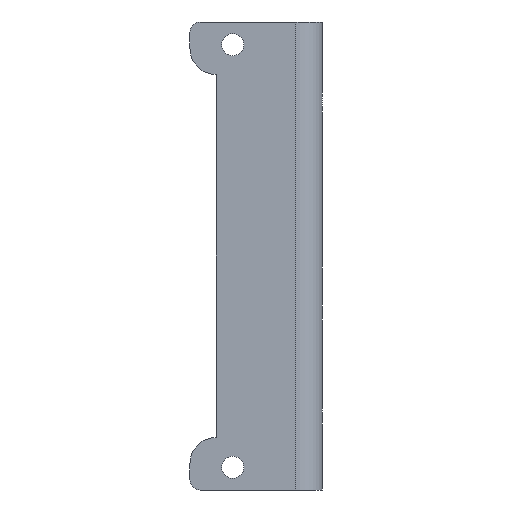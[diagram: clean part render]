
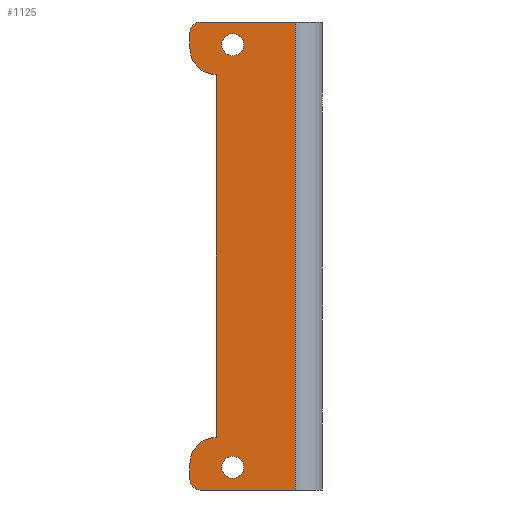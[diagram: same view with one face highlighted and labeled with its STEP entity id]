
A CAD part, left-side view. The second image highlights one B-rep face of the part: STEP entity #1125.
In plain terms, the highlighted planar face has unit normal (-1, 0, 0).
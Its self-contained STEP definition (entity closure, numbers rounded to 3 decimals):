
#7 = VERTEX_POINT ( 'NONE', #1130 ) ;
#23 = CIRCLE ( 'NONE', #856, 1.05 ) ;
#39 = DIRECTION ( 'NONE',  ( 0., 1., 0. ) ) ;
#60 = VECTOR ( 'NONE', #364, 1000. ) ;
#66 = DIRECTION ( 'NONE',  ( 0., 1., 0. ) ) ;
#90 = VERTEX_POINT ( 'NONE', #1627 ) ;
#101 = CIRCLE ( 'NONE', #1175, 2.5 ) ;
#118 = VERTEX_POINT ( 'NONE', #878 ) ;
#129 = ORIENTED_EDGE ( 'NONE', *, *, #679, .F. ) ;
#183 = LINE ( 'NONE', #1113, #984 ) ;
#184 = CARTESIAN_POINT ( 'NONE',  ( -14.35, 12.57, 22.25 ) ) ;
#194 = CIRCLE ( 'NONE', #860, 1. ) ;
#197 = DIRECTION ( 'NONE',  ( 0., 1., 0. ) ) ;
#198 = DIRECTION ( 'NONE',  ( 0., 0., -1. ) ) ;
#199 = FACE_BOUND ( 'NONE', #352, .T. ) ;
#207 = VERTEX_POINT ( 'NONE', #1489 ) ;
#217 = DIRECTION ( 'NONE',  ( 0., -1., 0. ) ) ;
#235 = EDGE_CURVE ( 'NONE', #118, #486, #1145, .T. ) ;
#240 = EDGE_CURVE ( 'NONE', #512, #1086, #830, .T. ) ;
#241 = DIRECTION ( 'NONE',  ( 0., 1., 0. ) ) ;
#279 = CIRCLE ( 'NONE', #438, 1.05 ) ;
#337 = FACE_OUTER_BOUND ( 'NONE', #1844, .T. ) ;
#346 = CARTESIAN_POINT ( 'NONE',  ( -14.35, 12.57, 19.75 ) ) ;
#352 = EDGE_LOOP ( 'NONE', ( #1249, #1211 ) ) ;
#359 = CARTESIAN_POINT ( 'NONE',  ( -14.35, 10.07, 17.25 ) ) ;
#364 = DIRECTION ( 'NONE',  ( 0., 0., 1. ) ) ;
#376 = CARTESIAN_POINT ( 'NONE',  ( -14.35, 2.5, -22.25 ) ) ;
#420 = DIRECTION ( 'NONE',  ( 1., 0., 0. ) ) ;
#438 = AXIS2_PLACEMENT_3D ( 'NONE', #893, #1243, #197 ) ;
#442 = DIRECTION ( 'NONE',  ( -1., 0., 0. ) ) ;
#469 = ORIENTED_EDGE ( 'NONE', *, *, #879, .T. ) ;
#476 = DIRECTION ( 'NONE',  ( -1., 0., 0. ) ) ;
#480 = FACE_BOUND ( 'NONE', #1510, .T. ) ;
#486 = VERTEX_POINT ( 'NONE', #520 ) ;
#499 = ORIENTED_EDGE ( 'NONE', *, *, #596, .F. ) ;
#507 = CIRCLE ( 'NONE', #903, 2.5 ) ;
#512 = VERTEX_POINT ( 'NONE', #524 ) ;
#520 = CARTESIAN_POINT ( 'NONE',  ( -14.35, 9.55, 20.1 ) ) ;
#524 = CARTESIAN_POINT ( 'NONE',  ( -14.35, 11.57, -22.25 ) ) ;
#527 = LINE ( 'NONE', #1389, #60 ) ;
#552 = VERTEX_POINT ( 'NONE', #1685 ) ;
#554 = VERTEX_POINT ( 'NONE', #1829 ) ;
#565 = DIRECTION ( 'NONE',  ( -1., 0., 0. ) ) ;
#574 = ORIENTED_EDGE ( 'NONE', *, *, #1050, .F. ) ;
#583 = ORIENTED_EDGE ( 'NONE', *, *, #609, .T. ) ;
#594 = EDGE_CURVE ( 'NONE', #788, #554, #101, .T. ) ;
#596 = EDGE_CURVE ( 'NONE', #554, #1657, #527, .T. ) ;
#606 = EDGE_CURVE ( 'NONE', #1657, #1203, #507, .T. ) ;
#609 = EDGE_CURVE ( 'NONE', #207, #552, #1169, .T. ) ;
#613 = EDGE_CURVE ( 'NONE', #207, #1007, #1357, .T. ) ;
#624 = AXIS2_PLACEMENT_3D ( 'NONE', #659, #899, #1864 ) ;
#659 = CARTESIAN_POINT ( 'NONE',  ( -14.35, 8.5, 20.1 ) ) ;
#679 = EDGE_CURVE ( 'NONE', #1007, #1086, #183, .T. ) ;
#692 = CARTESIAN_POINT ( 'NONE',  ( -14.35, 12.57, -22.25 ) ) ;
#707 = CARTESIAN_POINT ( 'NONE',  ( -14.35, 12.57, 22.25 ) ) ;
#712 = ORIENTED_EDGE ( 'NONE', *, *, #740, .T. ) ;
#733 = ORIENTED_EDGE ( 'NONE', *, *, #594, .F. ) ;
#734 = AXIS2_PLACEMENT_3D ( 'NONE', #1451, #1188, #1549 ) ;
#735 = VECTOR ( 'NONE', #1059, 1000. ) ;
#737 = LINE ( 'NONE', #1227, #1368 ) ;
#740 = EDGE_CURVE ( 'NONE', #552, #1203, #994, .T. ) ;
#751 = EDGE_CURVE ( 'NONE', #788, #7, #737, .T. ) ;
#754 = AXIS2_PLACEMENT_3D ( 'NONE', #184, #420, #241 ) ;
#788 = VERTEX_POINT ( 'NONE', #1769 ) ;
#808 = VECTOR ( 'NONE', #872, 1000. ) ;
#825 = EDGE_CURVE ( 'NONE', #90, #1161, #279, .T. ) ;
#830 = LINE ( 'NONE', #692, #808 ) ;
#856 = AXIS2_PLACEMENT_3D ( 'NONE', #1171, #565, #1396 ) ;
#860 = AXIS2_PLACEMENT_3D ( 'NONE', #1506, #476, #66 ) ;
#872 = DIRECTION ( 'NONE',  ( 0., -1., 0. ) ) ;
#878 = CARTESIAN_POINT ( 'NONE',  ( -14.35, 7.45, 20.1 ) ) ;
#879 = EDGE_CURVE ( 'NONE', #7, #512, #194, .T. ) ;
#881 = EDGE_CURVE ( 'NONE', #1161, #90, #23, .T. ) ;
#893 = CARTESIAN_POINT ( 'NONE',  ( -14.35, 8.5, -20.1 ) ) ;
#899 = DIRECTION ( 'NONE',  ( -1., 0., 0. ) ) ;
#903 = AXIS2_PLACEMENT_3D ( 'NONE', #905, #1860, #39 ) ;
#905 = CARTESIAN_POINT ( 'NONE',  ( -14.35, 10.07, 19.75 ) ) ;
#929 = AXIS2_PLACEMENT_3D ( 'NONE', #1591, #442, #1667 ) ;
#984 = VECTOR ( 'NONE', #198, 1000. ) ;
#994 = LINE ( 'NONE', #707, #735 ) ;
#995 = DIRECTION ( 'NONE',  ( 0., -1., 0. ) ) ;
#1007 = VERTEX_POINT ( 'NONE', #1666 ) ;
#1050 = EDGE_CURVE ( 'NONE', #486, #118, #1197, .T. ) ;
#1059 = DIRECTION ( 'NONE',  ( 0., 0., -1. ) ) ;
#1086 = VERTEX_POINT ( 'NONE', #376 ) ;
#1106 = CARTESIAN_POINT ( 'NONE',  ( -14.35, 10.07, -19.75 ) ) ;
#1113 = CARTESIAN_POINT ( 'NONE',  ( -14.35, 2.5, 22.25 ) ) ;
#1125 = ADVANCED_FACE ( 'NONE', ( #480, #199, #337 ), #1322, .F. ) ;
#1130 = CARTESIAN_POINT ( 'NONE',  ( -14.35, 12.57, -21.25 ) ) ;
#1145 = CIRCLE ( 'NONE', #624, 1.05 ) ;
#1161 = VERTEX_POINT ( 'NONE', #1579 ) ;
#1169 = CIRCLE ( 'NONE', #929, 1. ) ;
#1171 = CARTESIAN_POINT ( 'NONE',  ( -14.35, 8.5, -20.1 ) ) ;
#1175 = AXIS2_PLACEMENT_3D ( 'NONE', #1106, #1574, #995 ) ;
#1188 = DIRECTION ( 'NONE',  ( -1., 0., 0. ) ) ;
#1197 = CIRCLE ( 'NONE', #734, 1.05 ) ;
#1203 = VERTEX_POINT ( 'NONE', #346 ) ;
#1211 = ORIENTED_EDGE ( 'NONE', *, *, #881, .F. ) ;
#1214 = CARTESIAN_POINT ( 'NONE',  ( -14.35, 12.57, 22.25 ) ) ;
#1227 = CARTESIAN_POINT ( 'NONE',  ( -14.35, 12.57, 22.25 ) ) ;
#1230 = VECTOR ( 'NONE', #217, 1000. ) ;
#1243 = DIRECTION ( 'NONE',  ( -1., 0., 0. ) ) ;
#1249 = ORIENTED_EDGE ( 'NONE', *, *, #825, .F. ) ;
#1252 = ORIENTED_EDGE ( 'NONE', *, *, #751, .T. ) ;
#1322 = PLANE ( 'NONE',  #754 ) ;
#1357 = LINE ( 'NONE', #1214, #1230 ) ;
#1368 = VECTOR ( 'NONE', #1407, 1000. ) ;
#1389 = CARTESIAN_POINT ( 'NONE',  ( -14.35, 10.07, -17.25 ) ) ;
#1396 = DIRECTION ( 'NONE',  ( 0., 1., 0. ) ) ;
#1407 = DIRECTION ( 'NONE',  ( 0., 0., -1. ) ) ;
#1451 = CARTESIAN_POINT ( 'NONE',  ( -14.35, 8.5, 20.1 ) ) ;
#1489 = CARTESIAN_POINT ( 'NONE',  ( -14.35, 11.57, 22.25 ) ) ;
#1506 = CARTESIAN_POINT ( 'NONE',  ( -14.35, 11.57, -21.25 ) ) ;
#1510 = EDGE_LOOP ( 'NONE', ( #1655, #574 ) ) ;
#1549 = DIRECTION ( 'NONE',  ( 0., -1., 0. ) ) ;
#1554 = ORIENTED_EDGE ( 'NONE', *, *, #606, .F. ) ;
#1574 = DIRECTION ( 'NONE',  ( 1., 0., 0. ) ) ;
#1579 = CARTESIAN_POINT ( 'NONE',  ( -14.35, 9.55, -20.1 ) ) ;
#1591 = CARTESIAN_POINT ( 'NONE',  ( -14.35, 11.57, 21.25 ) ) ;
#1627 = CARTESIAN_POINT ( 'NONE',  ( -14.35, 7.45, -20.1 ) ) ;
#1655 = ORIENTED_EDGE ( 'NONE', *, *, #235, .F. ) ;
#1657 = VERTEX_POINT ( 'NONE', #359 ) ;
#1666 = CARTESIAN_POINT ( 'NONE',  ( -14.35, 2.5, 22.25 ) ) ;
#1667 = DIRECTION ( 'NONE',  ( 0., 1., 0. ) ) ;
#1685 = CARTESIAN_POINT ( 'NONE',  ( -14.35, 12.57, 21.25 ) ) ;
#1748 = ORIENTED_EDGE ( 'NONE', *, *, #613, .F. ) ;
#1769 = CARTESIAN_POINT ( 'NONE',  ( -14.35, 12.57, -19.75 ) ) ;
#1792 = ORIENTED_EDGE ( 'NONE', *, *, #240, .T. ) ;
#1829 = CARTESIAN_POINT ( 'NONE',  ( -14.35, 10.07, -17.25 ) ) ;
#1844 = EDGE_LOOP ( 'NONE', ( #1252, #469, #1792, #129, #1748, #583, #712, #1554, #499, #733 ) ) ;
#1860 = DIRECTION ( 'NONE',  ( 1., 0., 0. ) ) ;
#1864 = DIRECTION ( 'NONE',  ( 0., -1., 0. ) ) ;
